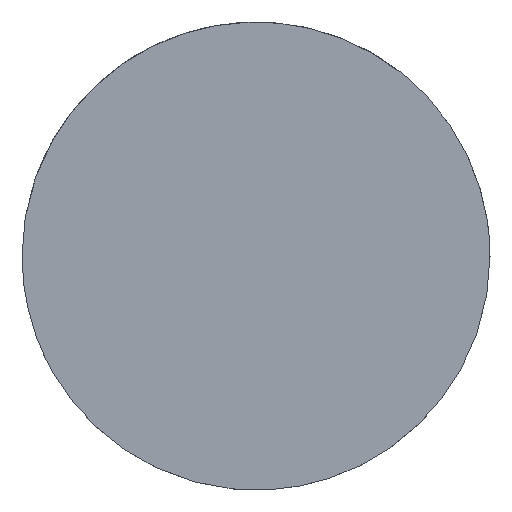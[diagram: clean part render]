
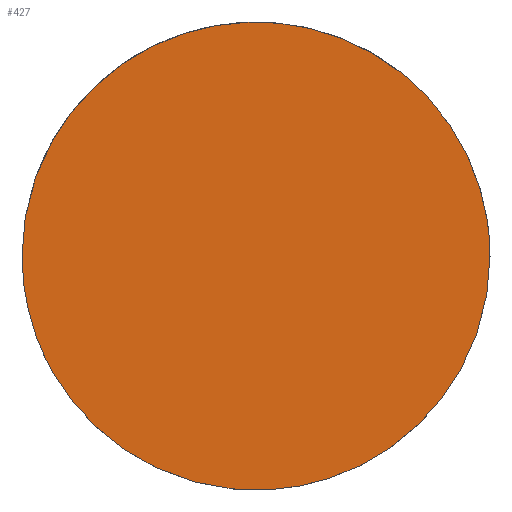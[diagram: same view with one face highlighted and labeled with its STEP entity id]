
A CAD part, top view. The second image highlights one B-rep face of the part: STEP entity #427.
In plain terms, the highlighted free-form (B-spline) face has degree [1, 1] with [2, 2] control points.
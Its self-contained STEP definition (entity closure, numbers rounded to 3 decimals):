
#70=CARTESIAN_POINT('',(-3.698,-1.389,2.2));
#71=VERTEX_POINT('',#70);
#72=CARTESIAN_POINT('',(-3.95,0.0,2.2));
#73=VERTEX_POINT('',#72);
#74=CARTESIAN_POINT('',(-3.698,-1.389,2.2));
#75=CARTESIAN_POINT('',(-3.95,-0.717,2.2));
#76=CARTESIAN_POINT('',(-3.95,0.0,2.2));
#84=(BOUNDED_CURVE()B_SPLINE_CURVE(2,(#74,#75,#76),.UNSPECIFIED.,.F.,.U.)B_SPLINE_CURVE_WITH_KNOTS((3,3),(0.94,1.0),.UNSPECIFIED.)CURVE()GEOMETRIC_REPRESENTATION_ITEM()RATIONAL_B_SPLINE_CURVE((0.893,0.93,1.0))REPRESENTATION_ITEM(''));
#85=EDGE_CURVE('',#71,#73,#84,.T.);
#87=CARTESIAN_POINT('',(3.95,0.0,2.2));
#88=VERTEX_POINT('',#87);
#89=CARTESIAN_POINT('',(-3.95,0.0,2.2));
#90=CARTESIAN_POINT('',(-3.95,3.95,2.2));
#91=CARTESIAN_POINT('',(0.0,3.95,2.2));
#92=CARTESIAN_POINT('',(3.95,3.95,2.2));
#93=CARTESIAN_POINT('',(3.95,0.0,2.2));
#101=(BOUNDED_CURVE()B_SPLINE_CURVE(2,(#89,#90,#91,#92,#93),.UNSPECIFIED.,.F.,.U.)B_SPLINE_CURVE_WITH_KNOTS((3,2,3),(0.0,0.25,0.5),.UNSPECIFIED.)CURVE()GEOMETRIC_REPRESENTATION_ITEM()RATIONAL_B_SPLINE_CURVE((1.0,0.707,1.0,0.707,1.0))REPRESENTATION_ITEM(''));
#102=EDGE_CURVE('',#73,#88,#101,.T.);
#104=CARTESIAN_POINT('',(0.241,-3.943,2.2));
#105=VERTEX_POINT('',#104);
#106=CARTESIAN_POINT('',(3.95,0.0,2.2));
#107=CARTESIAN_POINT('',(3.95,-3.716,2.2));
#108=CARTESIAN_POINT('',(0.241,-3.943,2.2));
#116=(BOUNDED_CURVE()B_SPLINE_CURVE(2,(#106,#107,#108),.UNSPECIFIED.,.F.,.U.)B_SPLINE_CURVE_WITH_KNOTS((3,3),(0.5,0.739),.UNSPECIFIED.)CURVE()GEOMETRIC_REPRESENTATION_ITEM()RATIONAL_B_SPLINE_CURVE((1.0,0.72,0.976))REPRESENTATION_ITEM(''));
#117=EDGE_CURVE('',#88,#105,#116,.T.);
#225=CARTESIAN_POINT('',(0.241,-3.943,2.2));
#226=CARTESIAN_POINT('',(0.121,-3.95,2.2));
#227=CARTESIAN_POINT('',(0.0,-3.95,2.2));
#228=CARTESIAN_POINT('',(-2.736,-3.95,2.2));
#229=CARTESIAN_POINT('',(-3.698,-1.389,2.2));
#237=(BOUNDED_CURVE()B_SPLINE_CURVE(2,(#225,#226,#227,#228,#229),.UNSPECIFIED.,.F.,.U.)B_SPLINE_CURVE_WITH_KNOTS((3,2,3),(0.739,0.75,0.94),.UNSPECIFIED.)CURVE()GEOMETRIC_REPRESENTATION_ITEM()RATIONAL_B_SPLINE_CURVE((0.976,0.988,1.0,0.777,0.893))REPRESENTATION_ITEM(''));
#238=EDGE_CURVE('',#105,#71,#237,.T.);
#416=CARTESIAN_POINT('',(-4.345,-4.344,2.2));
#417=CARTESIAN_POINT('',(4.345,-4.344,2.2));
#418=CARTESIAN_POINT('',(-4.345,4.345,2.2));
#419=CARTESIAN_POINT('',(4.345,4.345,2.2));
#420=B_SPLINE_SURFACE_WITH_KNOTS('',1,1,((#416,#418),(#417,#419)),.UNSPECIFIED.,.F.,.F.,.U.,(2,2),(2,2),(0.0,8.689),(0.0,8.688),.UNSPECIFIED.);
#421=ORIENTED_EDGE('',*,*,#85,.F.);
#422=ORIENTED_EDGE('',*,*,#238,.F.);
#423=ORIENTED_EDGE('',*,*,#117,.F.);
#424=ORIENTED_EDGE('',*,*,#102,.F.);
#425=EDGE_LOOP('',(#421,#422,#423,#424));
#426=FACE_OUTER_BOUND('',#425,.T.);
#427=ADVANCED_FACE('',(#426),#420,.T.);
